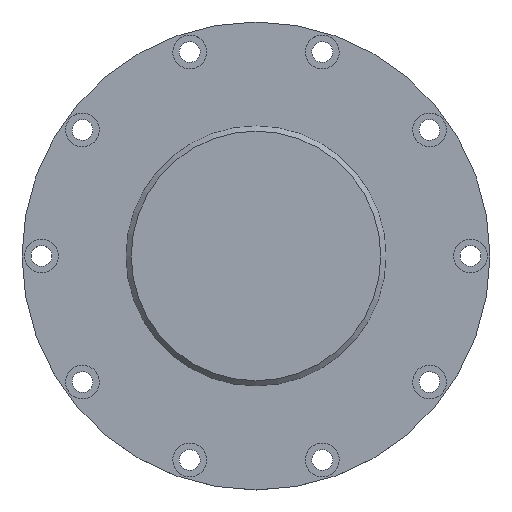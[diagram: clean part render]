
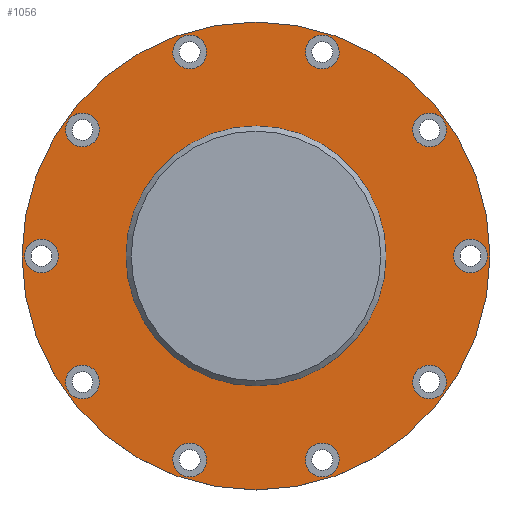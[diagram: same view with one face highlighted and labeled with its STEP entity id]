
A CAD part, top view. The second image highlights one B-rep face of the part: STEP entity #1056.
In plain terms, the highlighted planar face has unit normal (0, 0, 1).
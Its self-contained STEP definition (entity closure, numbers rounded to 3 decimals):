
#31=CARTESIAN_POINT('',(0.,0.,0.));
#32=DIRECTION('',(0.,0.,-1.));
#33=DIRECTION('',(1.,0.,0.));
#34=AXIS2_PLACEMENT_3D('',#31,#32,#33);
#36=CARTESIAN_POINT('',(0.,0.,0.));
#37=DIRECTION('',(0.,0.,-1.));
#38=DIRECTION('',(-1.,0.,0.));
#39=AXIS2_PLACEMENT_3D('',#36,#37,#38);
#41=CARTESIAN_POINT('',(82.5,0.,0.));
#42=DIRECTION('',(0.,0.,1.));
#43=DIRECTION('',(1.,0.,0.));
#44=AXIS2_PLACEMENT_3D('',#41,#42,#43);
#46=CARTESIAN_POINT('',(82.5,0.,0.));
#47=DIRECTION('',(0.,0.,1.));
#48=DIRECTION('',(-1.,0.,0.));
#49=AXIS2_PLACEMENT_3D('',#46,#47,#48);
#51=CARTESIAN_POINT('',(66.744,48.492,0.));
#52=DIRECTION('',(0.,0.,1.));
#53=DIRECTION('',(0.809,0.588,0.));
#54=AXIS2_PLACEMENT_3D('',#51,#52,#53);
#56=CARTESIAN_POINT('',(66.744,48.492,0.));
#57=DIRECTION('',(0.,0.,1.));
#58=DIRECTION('',(-0.809,-0.588,0.));
#59=AXIS2_PLACEMENT_3D('',#56,#57,#58);
#61=CARTESIAN_POINT('',(25.494,78.462,0.));
#62=DIRECTION('',(0.,0.,1.));
#63=DIRECTION('',(0.309,0.951,0.));
#64=AXIS2_PLACEMENT_3D('',#61,#62,#63);
#66=CARTESIAN_POINT('',(25.494,78.462,0.));
#67=DIRECTION('',(0.,0.,1.));
#68=DIRECTION('',(-0.309,-0.951,0.));
#69=AXIS2_PLACEMENT_3D('',#66,#67,#68);
#71=CARTESIAN_POINT('',(-25.494,78.462,
0.));
#72=DIRECTION('',(0.,0.,1.));
#73=DIRECTION('',(-0.309,0.951,0.));
#74=AXIS2_PLACEMENT_3D('',#71,#72,#73);
#76=CARTESIAN_POINT('',(-25.494,78.462,
0.));
#77=DIRECTION('',(0.,0.,1.));
#78=DIRECTION('',(0.309,-0.951,0.));
#79=AXIS2_PLACEMENT_3D('',#76,#77,#78);
#81=CARTESIAN_POINT('',(-66.744,48.492,
0.));
#82=DIRECTION('',(0.,0.,1.));
#83=DIRECTION('',(-0.809,0.588,0.));
#84=AXIS2_PLACEMENT_3D('',#81,#82,#83);
#86=CARTESIAN_POINT('',(-66.744,48.492,
0.));
#87=DIRECTION('',(0.,0.,1.));
#88=DIRECTION('',(0.809,-0.588,0.));
#89=AXIS2_PLACEMENT_3D('',#86,#87,#88);
#91=CARTESIAN_POINT('',(-82.5,0.,0.));
#92=DIRECTION('',(0.,0.,1.));
#93=DIRECTION('',(-1.,0.,0.));
#94=AXIS2_PLACEMENT_3D('',#91,#92,#93);
#96=CARTESIAN_POINT('',(-82.5,0.,0.));
#97=DIRECTION('',(0.,0.,1.));
#98=DIRECTION('',(1.,0.,0.));
#99=AXIS2_PLACEMENT_3D('',#96,#97,#98);
#101=CARTESIAN_POINT('',(-66.744,-48.492,
0.));
#102=DIRECTION('',(0.,0.,1.));
#103=DIRECTION('',(-0.809,-0.588,0.));
#104=AXIS2_PLACEMENT_3D('',#101,#102,#103);
#106=CARTESIAN_POINT('',(-66.744,-48.492,
0.));
#107=DIRECTION('',(0.,0.,1.));
#108=DIRECTION('',(0.809,0.588,0.));
#109=AXIS2_PLACEMENT_3D('',#106,#107,#108);
#111=CARTESIAN_POINT('',(-25.494,-78.462,
0.));
#112=DIRECTION('',(0.,0.,1.));
#113=DIRECTION('',(-0.309,-0.951,0.));
#114=AXIS2_PLACEMENT_3D('',#111,#112,#113);
#116=CARTESIAN_POINT('',(-25.494,-78.462,
0.));
#117=DIRECTION('',(0.,0.,1.));
#118=DIRECTION('',(0.309,0.951,0.));
#119=AXIS2_PLACEMENT_3D('',#116,#117,#118);
#121=CARTESIAN_POINT('',(25.494,-78.462,
0.));
#122=DIRECTION('',(0.,0.,1.));
#123=DIRECTION('',(0.309,-0.951,0.));
#124=AXIS2_PLACEMENT_3D('',#121,#122,#123);
#126=CARTESIAN_POINT('',(25.494,-78.462,
0.));
#127=DIRECTION('',(0.,0.,1.));
#128=DIRECTION('',(-0.309,0.951,0.));
#129=AXIS2_PLACEMENT_3D('',#126,#127,#128);
#131=CARTESIAN_POINT('',(66.744,-48.492,
0.));
#132=DIRECTION('',(0.,0.,1.));
#133=DIRECTION('',(0.809,-0.588,0.));
#134=AXIS2_PLACEMENT_3D('',#131,#132,#133);
#136=CARTESIAN_POINT('',(66.744,-48.492,
0.));
#137=DIRECTION('',(0.,0.,1.));
#138=DIRECTION('',(-0.809,0.588,0.));
#139=AXIS2_PLACEMENT_3D('',#136,#137,#138);
#141=CARTESIAN_POINT('',(0.,0.,0.));
#142=DIRECTION('',(0.,0.,1.));
#143=DIRECTION('',(1.,0.,0.));
#144=AXIS2_PLACEMENT_3D('',#141,#142,#143);
#154=CARTESIAN_POINT('',(0.,0.,0.));
#155=DIRECTION('',(0.,0.,-1.));
#156=DIRECTION('',(1.,0.,0.));
#157=AXIS2_PLACEMENT_3D('',#154,#155,#156);
#749=CARTESIAN_POINT('',(90.,0.,0.));
#751=VERTEX_POINT('',#749);
#753=CARTESIAN_POINT('',(-90.,0.,0.));
#755=VERTEX_POINT('',#753);
#785=CARTESIAN_POINT('',(50.,0.,0.));
#786=CARTESIAN_POINT('',(-50.,0.,0.));
#787=VERTEX_POINT('',#785);
#788=VERTEX_POINT('',#786);
#801=CARTESIAN_POINT('',(89.,0.,0.));
#802=CARTESIAN_POINT('',(76.,0.,0.));
#803=VERTEX_POINT('',#801);
#804=VERTEX_POINT('',#802);
#817=CARTESIAN_POINT('',(72.003,52.313,
0.));
#818=CARTESIAN_POINT('',(61.485,44.672,
0.));
#819=VERTEX_POINT('',#817);
#820=VERTEX_POINT('',#818);
#833=CARTESIAN_POINT('',(27.503,84.644,
0.));
#834=CARTESIAN_POINT('',(23.485,72.28,
0.));
#835=VERTEX_POINT('',#833);
#836=VERTEX_POINT('',#834);
#849=CARTESIAN_POINT('',(-27.503,84.644,
0.));
#850=CARTESIAN_POINT('',(-23.485,72.28,
0.));
#851=VERTEX_POINT('',#849);
#852=VERTEX_POINT('',#850);
#865=CARTESIAN_POINT('',(-72.003,52.313,
0.));
#866=CARTESIAN_POINT('',(-61.485,44.672,
0.));
#867=VERTEX_POINT('',#865);
#868=VERTEX_POINT('',#866);
#881=CARTESIAN_POINT('',(-89.,0.,0.));
#882=CARTESIAN_POINT('',(-76.,0.,0.));
#883=VERTEX_POINT('',#881);
#884=VERTEX_POINT('',#882);
#897=CARTESIAN_POINT('',(-72.003,-52.313,
0.));
#898=CARTESIAN_POINT('',(-61.485,-44.672,
0.));
#899=VERTEX_POINT('',#897);
#900=VERTEX_POINT('',#898);
#913=CARTESIAN_POINT('',(-27.503,-84.644,
0.));
#914=CARTESIAN_POINT('',(-23.485,-72.28,
0.));
#915=VERTEX_POINT('',#913);
#916=VERTEX_POINT('',#914);
#929=CARTESIAN_POINT('',(27.503,-84.644,
0.));
#930=CARTESIAN_POINT('',(23.485,-72.28,
0.));
#931=VERTEX_POINT('',#929);
#932=VERTEX_POINT('',#930);
#945=CARTESIAN_POINT('',(72.003,-52.313,
0.));
#946=CARTESIAN_POINT('',(61.485,-44.672,
0.));
#947=VERTEX_POINT('',#945);
#948=VERTEX_POINT('',#946);
#980=CARTESIAN_POINT('',(0.,0.,0.));
#981=DIRECTION('',(0.,0.,1.));
#982=DIRECTION('',(-1.,0.,0.));
#983=AXIS2_PLACEMENT_3D('',#980,#981,#982);
#984=PLANE('37',#983);
#986=ORIENTED_EDGE('40',*,*,#985,.F.);
#988=ORIENTED_EDGE('74',*,*,#987,.T.);
#989=EDGE_LOOP('37',(#986,#988));
#990=FACE_OUTER_BOUND('37',#989,.F.);
#991=ORIENTED_EDGE('170',*,*,#970,.F.);
#993=ORIENTED_EDGE('172',*,*,#992,.F.);
#994=EDGE_LOOP('37',(#991,#993));
#995=FACE_BOUND('37',#994,.F.);
#997=ORIENTED_EDGE('273',*,*,#996,.T.);
#999=ORIENTED_EDGE('274',*,*,#998,.T.);
#1000=EDGE_LOOP('37',(#997,#999));
#1001=FACE_BOUND('37',#1000,.F.);
#1003=ORIENTED_EDGE('351',*,*,#1002,.T.);
#1005=ORIENTED_EDGE('352',*,*,#1004,.T.);
#1006=EDGE_LOOP('37',(#1003,#1005));
#1007=FACE_BOUND('37',#1006,.F.);
#1009=ORIENTED_EDGE('407',*,*,#1008,.T.);
#1011=ORIENTED_EDGE('408',*,*,#1010,.T.);
#1012=EDGE_LOOP('37',(#1009,#1011));
#1013=FACE_BOUND('37',#1012,.F.);
#1015=ORIENTED_EDGE('463',*,*,#1014,.T.);
#1017=ORIENTED_EDGE('464',*,*,#1016,.T.);
#1018=EDGE_LOOP('37',(#1015,#1017));
#1019=FACE_BOUND('37',#1018,.F.);
#1021=ORIENTED_EDGE('519',*,*,#1020,.T.);
#1023=ORIENTED_EDGE('520',*,*,#1022,.T.);
#1024=EDGE_LOOP('37',(#1021,#1023));
#1025=FACE_BOUND('37',#1024,.F.);
#1027=ORIENTED_EDGE('575',*,*,#1026,.T.);
#1029=ORIENTED_EDGE('576',*,*,#1028,.T.);
#1030=EDGE_LOOP('37',(#1027,#1029));
#1031=FACE_BOUND('37',#1030,.F.);
#1033=ORIENTED_EDGE('636',*,*,#1032,.T.);
#1035=ORIENTED_EDGE('637',*,*,#1034,.T.);
#1036=EDGE_LOOP('37',(#1033,#1035));
#1037=FACE_BOUND('37',#1036,.F.);
#1039=ORIENTED_EDGE('692',*,*,#1038,.T.);
#1041=ORIENTED_EDGE('693',*,*,#1040,.T.);
#1042=EDGE_LOOP('37',(#1039,#1041));
#1043=FACE_BOUND('37',#1042,.F.);
#1045=ORIENTED_EDGE('748',*,*,#1044,.T.);
#1047=ORIENTED_EDGE('749',*,*,#1046,.T.);
#1048=EDGE_LOOP('37',(#1045,#1047));
#1049=FACE_BOUND('37',#1048,.F.);
#1051=ORIENTED_EDGE('804',*,*,#1050,.T.);
#1053=ORIENTED_EDGE('805',*,*,#1052,.T.);
#1054=EDGE_LOOP('37',(#1051,#1053));
#1055=FACE_BOUND('37',#1054,.F.);
#35=CIRCLE('170',#34,50.);
#40=CIRCLE('172',#39,50.);
#45=CIRCLE('273',#44,6.5);
#50=CIRCLE('274',#49,6.5);
#55=CIRCLE('351',#54,6.5);
#60=CIRCLE('352',#59,6.5);
#65=CIRCLE('407',#64,6.5);
#70=CIRCLE('408',#69,6.5);
#75=CIRCLE('463',#74,6.5);
#80=CIRCLE('464',#79,6.5);
#85=CIRCLE('519',#84,6.5);
#90=CIRCLE('520',#89,6.5);
#95=CIRCLE('575',#94,6.5);
#100=CIRCLE('576',#99,6.5);
#105=CIRCLE('636',#104,6.5);
#110=CIRCLE('637',#109,6.5);
#115=CIRCLE('692',#114,6.5);
#120=CIRCLE('693',#119,6.5);
#125=CIRCLE('748',#124,6.5);
#130=CIRCLE('749',#129,6.5);
#135=CIRCLE('804',#134,6.5);
#140=CIRCLE('805',#139,6.5);
#145=CIRCLE('40',#144,90.);
#158=CIRCLE('74',#157,90.);
#970=EDGE_CURVE('170',#787,#788,#35,.T.);
#985=EDGE_CURVE('40',#751,#755,#145,.T.);
#987=EDGE_CURVE('74',#751,#755,#158,.T.);
#992=EDGE_CURVE('172',#788,#787,#40,.T.);
#996=EDGE_CURVE('273',#803,#804,#45,.T.);
#998=EDGE_CURVE('274',#804,#803,#50,.T.);
#1002=EDGE_CURVE('351',#819,#820,#55,.T.);
#1004=EDGE_CURVE('352',#820,#819,#60,.T.);
#1008=EDGE_CURVE('407',#835,#836,#65,.T.);
#1010=EDGE_CURVE('408',#836,#835,#70,.T.);
#1014=EDGE_CURVE('463',#851,#852,#75,.T.);
#1016=EDGE_CURVE('464',#852,#851,#80,.T.);
#1020=EDGE_CURVE('519',#867,#868,#85,.T.);
#1022=EDGE_CURVE('520',#868,#867,#90,.T.);
#1026=EDGE_CURVE('575',#883,#884,#95,.T.);
#1028=EDGE_CURVE('576',#884,#883,#100,.T.);
#1032=EDGE_CURVE('636',#899,#900,#105,.T.);
#1034=EDGE_CURVE('637',#900,#899,#110,.T.);
#1038=EDGE_CURVE('692',#915,#916,#115,.T.);
#1040=EDGE_CURVE('693',#916,#915,#120,.T.);
#1044=EDGE_CURVE('748',#931,#932,#125,.T.);
#1046=EDGE_CURVE('749',#932,#931,#130,.T.);
#1050=EDGE_CURVE('804',#947,#948,#135,.T.);
#1052=EDGE_CURVE('805',#948,#947,#140,.T.);
#1056=ADVANCED_FACE('37',(#990,#995,#1001,#1007,#1013,#1019,#1025,#1031,#1037,
#1043,#1049,#1055),#984,.T.);
